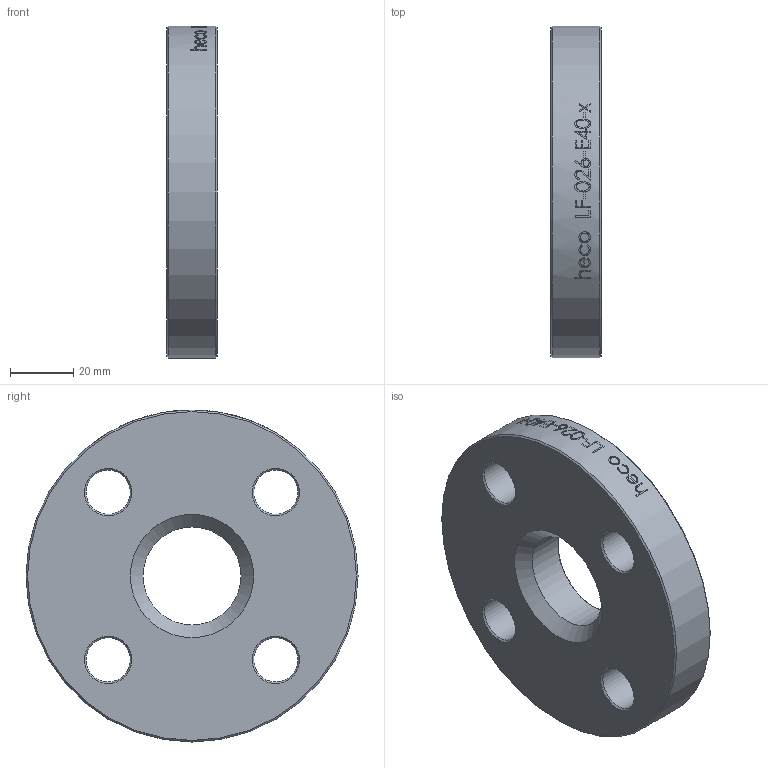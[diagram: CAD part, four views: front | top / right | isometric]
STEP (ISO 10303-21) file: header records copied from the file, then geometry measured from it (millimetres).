
FILE_DESCRIPTION (( 'STEP AP214' ), '1' );
FILE_NAME ('LF-026-E40-x Loser Flansch PN40 2101.STEP', '2021-01-26T10:45:59', ( '' ), ( '' ), 'SwSTEP 2.0', 'SolidWorks 2019', '' );
FILE_SCHEMA (( 'AUTOMOTIVE_DESIGN' ));
Length unit declared in the file: millimetre
Products named in the file (1): LF-026-E40-x Loser Flansch PN40 2101
Bounding box: 16 x 105 x 105 mm (x, y, z)
Volume: 115630.3 mm3; surface area: 23697.9 mm2
Topology: 1 solids, 1 shells, 42 faces, 206 edges, 187 vertices
Faces by surface type: cylinder 28, cone 12, plane 2
Full cylindrical faces by diameter (mm): 14 x4, 31 x1, 105 x1
Entity records: 4640 total; most frequent: CARTESIAN_POINT 2886, ORIENTED_EDGE 358, DIRECTION 241, EDGE_CURVE 179, VERTEX_POINT 179, AXIS2_PLACEMENT_3D 105, EDGE_LOOP 92, B_SPLINE_CURVE_WITH_KNOTS 86
